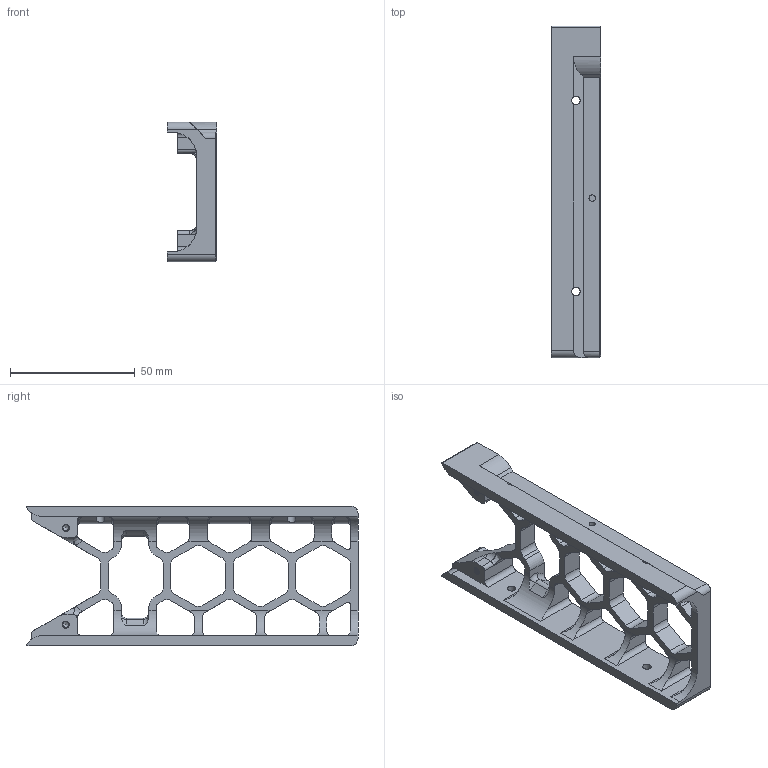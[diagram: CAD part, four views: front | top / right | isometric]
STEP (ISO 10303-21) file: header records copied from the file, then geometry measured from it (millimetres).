
FILE_DESCRIPTION(/* description */ (''),/* implementation_level */ '2;1');
FILE_NAME(/* name */ 'FrontSkirt_B_350.stp',/* time_stamp */ '2020-03-25T23:30:35+03:00',/* author */ ('Andrew'),/* organization */ (''),/* preprocessor_version */ 'ST-DEVELOPER v17',/* originating_system */ 'Autodesk Inventor 2018',/* authorisation */ '');
FILE_SCHEMA (('AUTOMOTIVE_DESIGN { 1 0 10303 214 3 1 1 }'));
Length unit declared in the file: millimetre
Products named in the file (1): FrontSkirt_B_350
Bounding box: 20 x 133.05 x 56 mm (x, y, z)
Volume: 35877.2 mm3; surface area: 22498.1 mm2
Topology: 1 solids, 1 shells, 418 faces, 1212 edges, 781 vertices
Faces by surface type: cylinder 243, plane 116, bspline 27, torus 24, cone 8
Full cylindrical faces by diameter (mm): 2.459 x46, 2.6 x1, 3 x38, 3.4 x4
Entity records: 26206 total; most frequent: CARTESIAN_POINT 15137, ORIENTED_EDGE 2418, DIRECTION 2051, EDGE_CURVE 1209, VERTEX_POINT 781, AXIS2_PLACEMENT_3D 730, LINE 591, VECTOR 591
